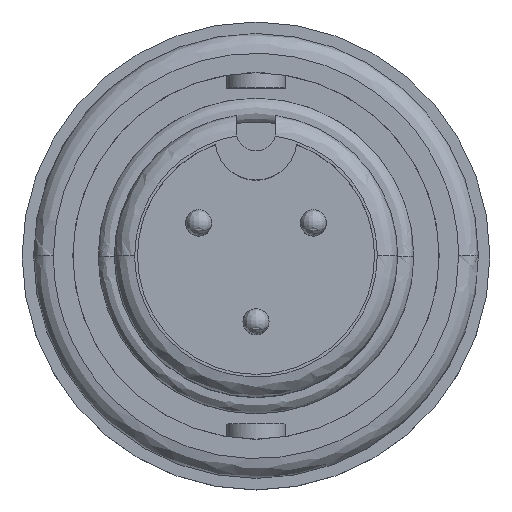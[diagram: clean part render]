
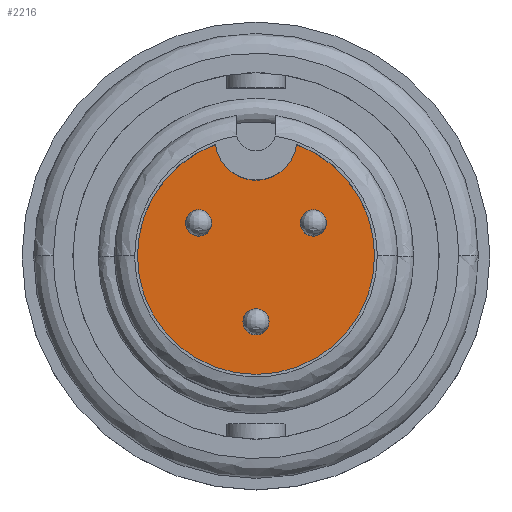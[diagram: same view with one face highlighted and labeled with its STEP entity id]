
A CAD part, top view. The second image highlights one B-rep face of the part: STEP entity #2216.
In plain terms, the highlighted planar face has unit normal (0, 0, 1).
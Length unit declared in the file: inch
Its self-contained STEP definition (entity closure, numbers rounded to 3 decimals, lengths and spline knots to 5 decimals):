
#1152 = CARTESIAN_POINT ( 'NONE',  ( -0.18, 0., 0.05835 ) ) ;
#1191 = CARTESIAN_POINT ( 'NONE',  ( 0.18, 0., 0.05835 ) ) ;
#1670 = PLANE ( 'NONE',  #15182 ) ;
#1671 = CARTESIAN_POINT ( 'NONE',  ( 0., 0.0885, 0.05835 ) ) ;
#1672 = DIRECTION ( 'NONE',  ( 0., 0., 1. ) ) ;
#1673 = DIRECTION ( 'NONE',  ( 1., 0., 0. ) ) ;
#1988 = VERTEX_POINT ( 'NONE', #1152 ) ;
#2090 = VERTEX_POINT ( 'NONE', #1191 ) ;
#2216 = ADVANCED_FACE ( 'NONE', ( #15414, #15187, #15151, #15203 ), #1670, .T. ) ;
#2331 = EDGE_CURVE ( 'NONE', #14817, #14844, #12855, .T. ) ;
#2348 = EDGE_CURVE ( 'NONE', #15634, #1988, #12919, .T. ) ;
#2841 = EDGE_CURVE ( 'NONE', #15439, #15426, #12824, .T. ) ;
#2842 = EDGE_CURVE ( 'NONE', #14670, #14711, #12986, .T. ) ;
#2859 = EDGE_CURVE ( 'NONE', #15634, #14657, #12995, .T. ) ;
#3516 = CARTESIAN_POINT ( 'NONE',  ( 0.087, 0.05, 0.05835 ) ) ;
#3517 = DIRECTION ( 'NONE',  ( 0., 0., -1. ) ) ;
#3519 = DIRECTION ( 'NONE',  ( -1., 0., 0. ) ) ;
#3627 = CARTESIAN_POINT ( 'NONE',  ( 0., 0., 0.05835 ) ) ;
#3629 = DIRECTION ( 'NONE',  ( 0., 0., 1. ) ) ;
#3631 = DIRECTION ( 'NONE',  ( 1., 0., 0. ) ) ;
#4913 = CARTESIAN_POINT ( 'NONE',  ( 0., -0.1, 0.05835 ) ) ;
#4914 = DIRECTION ( 'NONE',  ( 0., 0., -1. ) ) ;
#4915 = DIRECTION ( 'NONE',  ( -1., 0., 0. ) ) ;
#4916 = CARTESIAN_POINT ( 'NONE',  ( -0.087, 0.05, 0.05835 ) ) ;
#4917 = DIRECTION ( 'NONE',  ( 0., 0., -1. ) ) ;
#4918 = DIRECTION ( 'NONE',  ( -1., 0., 0. ) ) ;
#4971 = CARTESIAN_POINT ( 'NONE',  ( 0., 0.177, 0.05835 ) ) ;
#4972 = DIRECTION ( 'NONE',  ( 0., 0., 1. ) ) ;
#4973 = DIRECTION ( 'NONE',  ( 1., 0., 0. ) ) ;
#6367 = ORIENTED_EDGE ( 'NONE', *, *, #14918, .T. ) ;
#6387 = ORIENTED_EDGE ( 'NONE', *, *, #2348, .T. ) ;
#6403 = ORIENTED_EDGE ( 'NONE', *, *, #14920, .T. ) ;
#6425 = ORIENTED_EDGE ( 'NONE', *, *, #14909, .T. ) ;
#6436 = ORIENTED_EDGE ( 'NONE', *, *, #2841, .T. ) ;
#6465 = ORIENTED_EDGE ( 'NONE', *, *, #2842, .T. ) ;
#6466 = ORIENTED_EDGE ( 'NONE', *, *, #14940, .T. ) ;
#6485 = ORIENTED_EDGE ( 'NONE', *, *, #14954, .T. ) ;
#6493 = ORIENTED_EDGE ( 'NONE', *, *, #2859, .F. ) ;
#6497 = ORIENTED_EDGE ( 'NONE', *, *, #2331, .T. ) ;
#7074 = EDGE_LOOP ( 'NONE', ( #6466, #6465 ) ) ;
#7155 = EDGE_LOOP ( 'NONE', ( #6387, #6367, #6425, #6493 ) ) ;
#7254 = EDGE_LOOP ( 'NONE', ( #6403, #6497 ) ) ;
#8673 = AXIS2_PLACEMENT_3D ( 'NONE', #4971, #4972, #4973 ) ;
#8697 = AXIS2_PLACEMENT_3D ( 'NONE', #4916, #4917, #4918 ) ;
#8714 = AXIS2_PLACEMENT_3D ( 'NONE', #4913, #4914, #4915 ) ;
#9161 = AXIS2_PLACEMENT_3D ( 'NONE', #14480, #14481, #14482 ) ;
#9191 = AXIS2_PLACEMENT_3D ( 'NONE', #14347, #14348, #14349 ) ;
#9414 = AXIS2_PLACEMENT_3D ( 'NONE', #14260, #14261, #14262 ) ;
#9453 = AXIS2_PLACEMENT_3D ( 'NONE', #14218, #14222, #14223 ) ;
#9466 = AXIS2_PLACEMENT_3D ( 'NONE', #14253, #14254, #14255 ) ;
#12781 = CIRCLE ( 'NONE', #9161, 0.01974 ) ;
#12821 = CIRCLE ( 'NONE', #9414, 0.01974 ) ;
#12824 = CIRCLE ( 'NONE', #8714, 0.01974 ) ;
#12833 = CIRCLE ( 'NONE', #9191, 0.01974 ) ;
#12835 = CIRCLE ( 'NONE', #9453, 0.18 ) ;
#12838 = CIRCLE ( 'NONE', #9466, 0.18 ) ;
#12855 = CIRCLE ( 'NONE', #15115, 0.01974 ) ;
#12919 = CIRCLE ( 'NONE', #15130, 0.18 ) ;
#12986 = CIRCLE ( 'NONE', #8697, 0.01974 ) ;
#12995 = CIRCLE ( 'NONE', #8673, 0.062 ) ;
#13319 = CARTESIAN_POINT ( 'NONE',  ( -0.01974, -0.1, 0.05835 ) ) ;
#13328 = CARTESIAN_POINT ( 'NONE',  ( 0.01974, -0.1, 0.05835 ) ) ;
#13475 = CARTESIAN_POINT ( 'NONE',  ( -0.0615, 0.16917, 0.05835 ) ) ;
#13839 = CARTESIAN_POINT ( 'NONE',  ( 0.0615, 0.16917, 0.05835 ) ) ;
#13851 = CARTESIAN_POINT ( 'NONE',  ( -0.06726, 0.05, 0.05835 ) ) ;
#13879 = CARTESIAN_POINT ( 'NONE',  ( -0.10674, 0.05, 0.05835 ) ) ;
#13936 = CARTESIAN_POINT ( 'NONE',  ( 0.10674, 0.05, 0.05835 ) ) ;
#13950 = CARTESIAN_POINT ( 'NONE',  ( 0.06726, 0.05, 0.05835 ) ) ;
#14218 = CARTESIAN_POINT ( 'NONE',  ( 0., 0., 0.05835 ) ) ;
#14222 = DIRECTION ( 'NONE',  ( 0., 0., 1. ) ) ;
#14223 = DIRECTION ( 'NONE',  ( 1., 0., 0. ) ) ;
#14253 = CARTESIAN_POINT ( 'NONE',  ( 0., 0., 0.05835 ) ) ;
#14254 = DIRECTION ( 'NONE',  ( 0., 0., 1. ) ) ;
#14255 = DIRECTION ( 'NONE',  ( 1., 0., 0. ) ) ;
#14260 = CARTESIAN_POINT ( 'NONE',  ( 0.087, 0.05, 0.05835 ) ) ;
#14261 = DIRECTION ( 'NONE',  ( 0., 0., -1. ) ) ;
#14262 = DIRECTION ( 'NONE',  ( -1., 0., 0. ) ) ;
#14347 = CARTESIAN_POINT ( 'NONE',  ( -0.087, 0.05, 0.05835 ) ) ;
#14348 = DIRECTION ( 'NONE',  ( 0., 0., -1. ) ) ;
#14349 = DIRECTION ( 'NONE',  ( -1., 0., 0. ) ) ;
#14480 = CARTESIAN_POINT ( 'NONE',  ( 0., -0.1, 0.05835 ) ) ;
#14481 = DIRECTION ( 'NONE',  ( 0., 0., -1. ) ) ;
#14482 = DIRECTION ( 'NONE',  ( -1., 0., 0. ) ) ;
#14657 = VERTEX_POINT ( 'NONE', #13839 ) ;
#14670 = VERTEX_POINT ( 'NONE', #13851 ) ;
#14711 = VERTEX_POINT ( 'NONE', #13879 ) ;
#14817 = VERTEX_POINT ( 'NONE', #13936 ) ;
#14844 = VERTEX_POINT ( 'NONE', #13950 ) ;
#14909 = EDGE_CURVE ( 'NONE', #2090, #14657, #12835, .T. ) ;
#14918 = EDGE_CURVE ( 'NONE', #1988, #2090, #12838, .T. ) ;
#14920 = EDGE_CURVE ( 'NONE', #14844, #14817, #12821, .T. ) ;
#14940 = EDGE_CURVE ( 'NONE', #14711, #14670, #12833, .T. ) ;
#14954 = EDGE_CURVE ( 'NONE', #15426, #15439, #12781, .T. ) ;
#15115 = AXIS2_PLACEMENT_3D ( 'NONE', #3516, #3517, #3519 ) ;
#15130 = AXIS2_PLACEMENT_3D ( 'NONE', #3627, #3629, #3631 ) ;
#15151 = FACE_OUTER_BOUND ( 'NONE', #7155, .T. ) ;
#15182 = AXIS2_PLACEMENT_3D ( 'NONE', #1671, #1672, #1673 ) ;
#15187 = FACE_BOUND ( 'NONE', #7074, .T. ) ;
#15203 = FACE_BOUND ( 'NONE', #7254, .T. ) ;
#15414 = FACE_BOUND ( 'NONE', #15588, .T. ) ;
#15426 = VERTEX_POINT ( 'NONE', #13319 ) ;
#15439 = VERTEX_POINT ( 'NONE', #13328 ) ;
#15588 = EDGE_LOOP ( 'NONE', ( #6485, #6436 ) ) ;
#15634 = VERTEX_POINT ( 'NONE', #13475 ) ;
